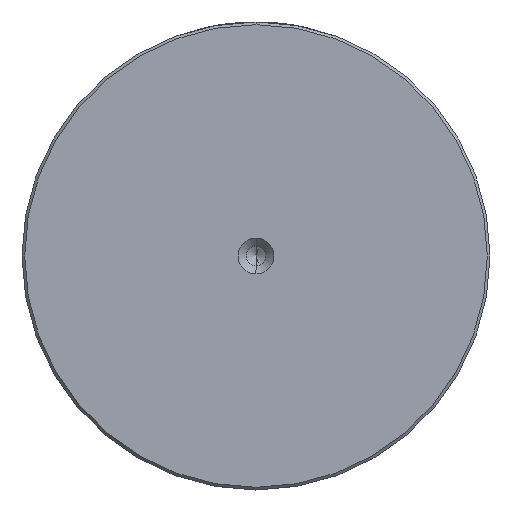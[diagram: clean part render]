
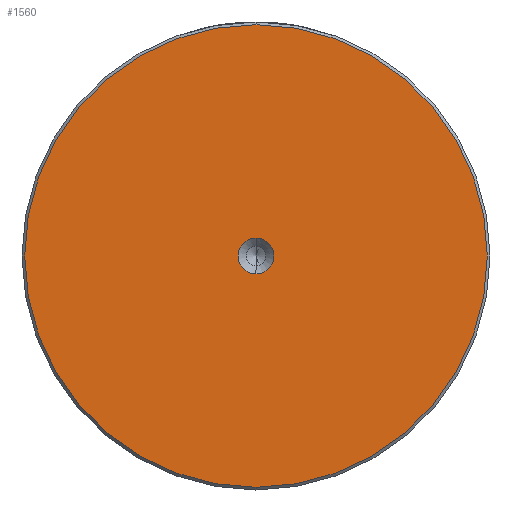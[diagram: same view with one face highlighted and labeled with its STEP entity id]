
A CAD part, left-side view. The second image highlights one B-rep face of the part: STEP entity #1560.
In plain terms, the highlighted planar face has unit normal (-1, 0, 0).
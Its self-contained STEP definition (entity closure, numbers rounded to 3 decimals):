
#57 = DIRECTION ( 'NONE',  ( -1., 0., 0. ) ) ;
#95 = CARTESIAN_POINT ( 'NONE',  ( 0., 0., 42.5 ) ) ;
#125 = CARTESIAN_POINT ( 'NONE',  ( 0., 0., 0. ) ) ;
#200 = ORIENTED_EDGE ( 'NONE', *, *, #3336, .F. ) ;
#238 = AXIS2_PLACEMENT_3D ( 'NONE', #1778, #57, #2063 ) ;
#432 = CIRCLE ( 'NONE', #3066, 42.5 ) ;
#456 = CARTESIAN_POINT ( 'NONE',  ( 0., 0., 0. ) ) ;
#539 = EDGE_CURVE ( 'NONE', #1684, #1986, #432, .T. ) ;
#751 = DIRECTION ( 'NONE',  ( 0., 0., 1. ) ) ;
#786 = ORIENTED_EDGE ( 'NONE', *, *, #539, .T. ) ;
#790 = CARTESIAN_POINT ( 'NONE',  ( 0., 0., -3.3 ) ) ;
#967 = DIRECTION ( 'NONE',  ( -1., 0., 0. ) ) ;
#991 = DIRECTION ( 'NONE',  ( -1., 0., 0. ) ) ;
#1053 = VERTEX_POINT ( 'NONE', #790 ) ;
#1119 = AXIS2_PLACEMENT_3D ( 'NONE', #125, #991, #2995 ) ;
#1284 = EDGE_CURVE ( 'NONE', #1053, #3498, #2015, .T. ) ;
#1298 = FACE_BOUND ( 'NONE', #1715, .T. ) ;
#1501 = AXIS2_PLACEMENT_3D ( 'NONE', #456, #2465, #751 ) ;
#1560 = ADVANCED_FACE ( 'NONE', ( #2737, #1298 ), #1841, .T. ) ;
#1570 = DIRECTION ( 'NONE',  ( 0., 0., 1. ) ) ;
#1597 = DIRECTION ( 'NONE',  ( -1., 0., 0. ) ) ;
#1608 = CARTESIAN_POINT ( 'NONE',  ( 0., 0., 0. ) ) ;
#1684 = VERTEX_POINT ( 'NONE', #2762 ) ;
#1695 = CIRCLE ( 'NONE', #3531, 42.5 ) ;
#1715 = EDGE_LOOP ( 'NONE', ( #200, #3459 ) ) ;
#1778 = CARTESIAN_POINT ( 'NONE',  ( 0., 0., 0. ) ) ;
#1841 = PLANE ( 'NONE',  #1119 ) ;
#1919 = EDGE_LOOP ( 'NONE', ( #786, #3203 ) ) ;
#1986 = VERTEX_POINT ( 'NONE', #95 ) ;
#2015 = CIRCLE ( 'NONE', #238, 3.3 ) ;
#2063 = DIRECTION ( 'NONE',  ( 0., 0., 1. ) ) ;
#2465 = DIRECTION ( 'NONE',  ( -1., 0., 0. ) ) ;
#2687 = CARTESIAN_POINT ( 'NONE',  ( 0., 0., 0. ) ) ;
#2737 = FACE_OUTER_BOUND ( 'NONE', #1919, .T. ) ;
#2762 = CARTESIAN_POINT ( 'NONE',  ( 0., 0., -42.5 ) ) ;
#2808 = CARTESIAN_POINT ( 'NONE',  ( 0., 0., 3.3 ) ) ;
#2970 = DIRECTION ( 'NONE',  ( 0., 0., 1. ) ) ;
#2995 = DIRECTION ( 'NONE',  ( 0., 0., 1. ) ) ;
#3066 = AXIS2_PLACEMENT_3D ( 'NONE', #1608, #1597, #1570 ) ;
#3203 = ORIENTED_EDGE ( 'NONE', *, *, #3662, .T. ) ;
#3336 = EDGE_CURVE ( 'NONE', #3498, #1053, #3432, .T. ) ;
#3432 = CIRCLE ( 'NONE', #1501, 3.3 ) ;
#3459 = ORIENTED_EDGE ( 'NONE', *, *, #1284, .F. ) ;
#3498 = VERTEX_POINT ( 'NONE', #2808 ) ;
#3531 = AXIS2_PLACEMENT_3D ( 'NONE', #2687, #967, #2970 ) ;
#3662 = EDGE_CURVE ( 'NONE', #1986, #1684, #1695, .T. ) ;
